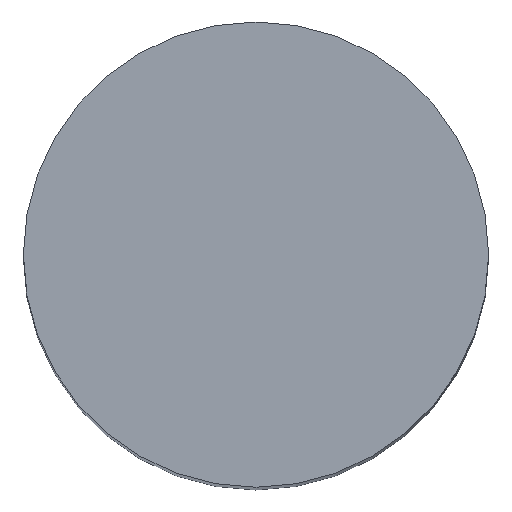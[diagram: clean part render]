
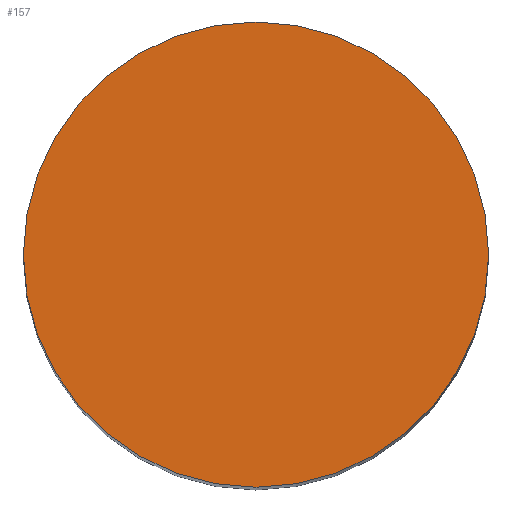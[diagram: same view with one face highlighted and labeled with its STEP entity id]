
A CAD part, top view. The second image highlights one B-rep face of the part: STEP entity #157.
In plain terms, the highlighted planar face has unit normal (0, 0, 1).
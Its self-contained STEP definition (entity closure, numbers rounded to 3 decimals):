
#12 = EDGE_CURVE ( 'NONE', #56, #100, #37, .T. ) ;
#23 = CARTESIAN_POINT ( 'NONE',  ( 4., 0., 27. ) ) ;
#24 = CARTESIAN_POINT ( 'NONE',  ( 0., 0., 27. ) ) ;
#37 = CIRCLE ( 'NONE', #90, 4. ) ;
#44 = CARTESIAN_POINT ( 'NONE',  ( 0., 0., 27. ) ) ;
#51 = EDGE_LOOP ( 'NONE', ( #81, #71 ) ) ;
#52 = CARTESIAN_POINT ( 'NONE',  ( -4., 0., 27. ) ) ;
#56 = VERTEX_POINT ( 'NONE', #23 ) ;
#64 = DIRECTION ( 'NONE',  ( 1., 0., 0. ) ) ;
#71 = ORIENTED_EDGE ( 'NONE', *, *, #12, .T. ) ;
#81 = ORIENTED_EDGE ( 'NONE', *, *, #131, .T. ) ;
#90 = AXIS2_PLACEMENT_3D ( 'NONE', #24, #141, #171 ) ;
#91 = DIRECTION ( 'NONE',  ( 1., 0., 0. ) ) ;
#100 = VERTEX_POINT ( 'NONE', #52 ) ;
#104 = CARTESIAN_POINT ( 'NONE',  ( 0., 0., 27. ) ) ;
#112 = AXIS2_PLACEMENT_3D ( 'NONE', #44, #121, #91 ) ;
#118 = FACE_OUTER_BOUND ( 'NONE', #51, .T. ) ;
#120 = AXIS2_PLACEMENT_3D ( 'NONE', #104, #128, #64 ) ;
#121 = DIRECTION ( 'NONE',  ( 0., 0., 1. ) ) ;
#128 = DIRECTION ( 'NONE',  ( 0., 0., 1. ) ) ;
#131 = EDGE_CURVE ( 'NONE', #100, #56, #152, .T. ) ;
#141 = DIRECTION ( 'NONE',  ( 0., 0., 1. ) ) ;
#152 = CIRCLE ( 'NONE', #120, 4. ) ;
#157 = ADVANCED_FACE ( 'NONE', ( #118 ), #172, .T. ) ;
#171 = DIRECTION ( 'NONE',  ( 1., 0., 0. ) ) ;
#172 = PLANE ( 'NONE',  #112 ) ;
